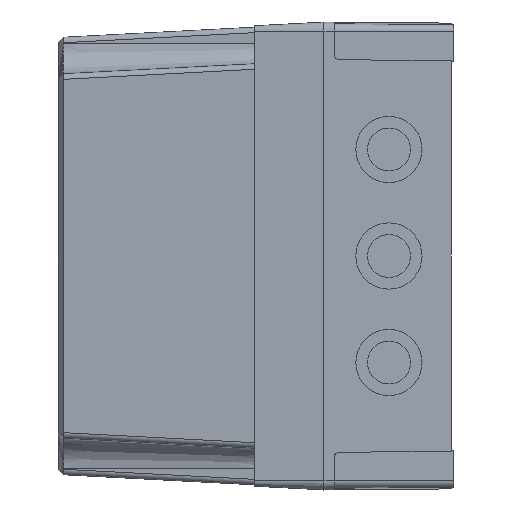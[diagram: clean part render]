
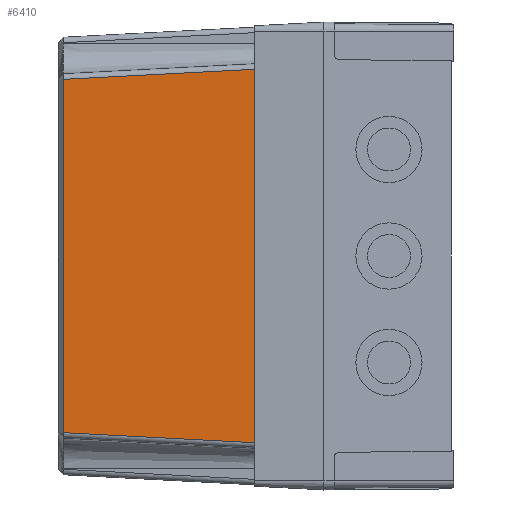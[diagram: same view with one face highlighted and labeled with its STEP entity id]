
A CAD part, left-side view. The second image highlights one B-rep face of the part: STEP entity #6410.
In plain terms, the highlighted planar face has unit normal (-0.999, 0.052, 0).
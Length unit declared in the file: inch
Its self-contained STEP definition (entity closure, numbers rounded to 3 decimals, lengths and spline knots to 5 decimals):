
#989 = DIRECTION ( 'NONE',  ( -0.052, -0.997, -0.052 ) ) ;
#2507 = EDGE_CURVE ( 'NONE', #17863, #20882, #20202, .T. ) ;
#2992 = EDGE_LOOP ( 'NONE', ( #6782, #11605, #5109, #6165 ) ) ;
#3116 = VERTEX_POINT ( 'NONE', #14223 ) ;
#5109 = ORIENTED_EDGE ( 'NONE', *, *, #8482, .T. ) ;
#5617 = CARTESIAN_POINT ( 'NONE',  ( -2.4666, 1.34644, 2.81317 ) ) ;
#6165 = ORIENTED_EDGE ( 'NONE', *, *, #2507, .T. ) ;
#6410 = ADVANCED_FACE ( 'NONE', ( #10025 ), #11726, .T. ) ;
#6641 = DIRECTION ( 'NONE',  ( 0., 0., 1. ) ) ;
#6782 = ORIENTED_EDGE ( 'NONE', *, *, #9502, .F. ) ;
#7234 = CARTESIAN_POINT ( 'NONE',  ( -2.33022, 3.94882, -2.91142 ) ) ;
#8324 = CARTESIAN_POINT ( 'NONE',  ( -2.48228, 1.04724, -2.91142 ) ) ;
#8482 = EDGE_CURVE ( 'NONE', #12394, #17863, #14960, .T. ) ;
#9062 = LINE ( 'NONE', #15550, #15957 ) ;
#9502 = EDGE_CURVE ( 'NONE', #3116, #20882, #10329, .T. ) ;
#9743 = CARTESIAN_POINT ( 'NONE',  ( -2.48228, 1.04724, -2.91142 ) ) ;
#10025 = FACE_OUTER_BOUND ( 'NONE', #2992, .T. ) ;
#10122 = VECTOR ( 'NONE', #6641, 39.37008 ) ;
#10329 = LINE ( 'NONE', #7234, #14055 ) ;
#11588 = CARTESIAN_POINT ( 'NONE',  ( -2.33022, 3.94882, 2.67679 ) ) ;
#11605 = ORIENTED_EDGE ( 'NONE', *, *, #12793, .T. ) ;
#11726 = PLANE ( 'NONE',  #17117 ) ;
#12120 = DIRECTION ( 'NONE',  ( 0.052, 0.997, -0.052 ) ) ;
#12394 = VERTEX_POINT ( 'NONE', #18349 ) ;
#12793 = EDGE_CURVE ( 'NONE', #3116, #12394, #9062, .T. ) ;
#12952 = CARTESIAN_POINT ( 'NONE',  ( -2.48228, 1.04724, 2.82885 ) ) ;
#14055 = VECTOR ( 'NONE', #15235, 39.37008 ) ;
#14223 = CARTESIAN_POINT ( 'NONE',  ( -2.33022, 3.94882, -2.67679 ) ) ;
#14960 = LINE ( 'NONE', #9743, #10122 ) ;
#15235 = DIRECTION ( 'NONE',  ( 0., 0., 1. ) ) ;
#15550 = CARTESIAN_POINT ( 'NONE',  ( -2.48251, 1.04294, -2.82908 ) ) ;
#15701 = VECTOR ( 'NONE', #12120, 39.37008 ) ;
#15957 = VECTOR ( 'NONE', #989, 39.37008 ) ;
#16620 = DIRECTION ( 'NONE',  ( 0., 0., 1. ) ) ;
#17117 = AXIS2_PLACEMENT_3D ( 'NONE', #8324, #17886, #16620 ) ;
#17863 = VERTEX_POINT ( 'NONE', #12952 ) ;
#17886 = DIRECTION ( 'NONE',  ( -0.999, 0.052, 0. ) ) ;
#18349 = CARTESIAN_POINT ( 'NONE',  ( -2.48228, 1.04724, -2.82885 ) ) ;
#20202 = LINE ( 'NONE', #5617, #15701 ) ;
#20882 = VERTEX_POINT ( 'NONE', #11588 ) ;
